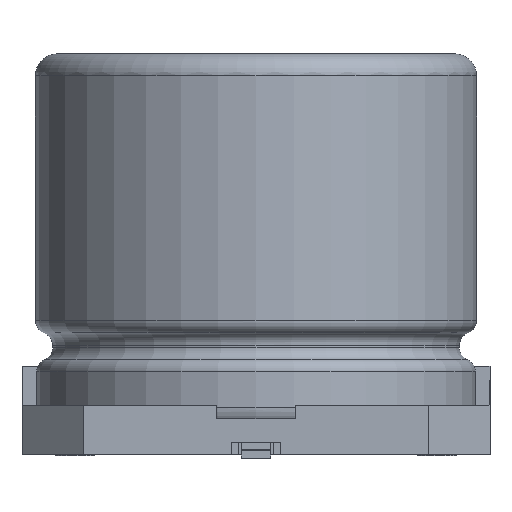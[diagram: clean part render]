
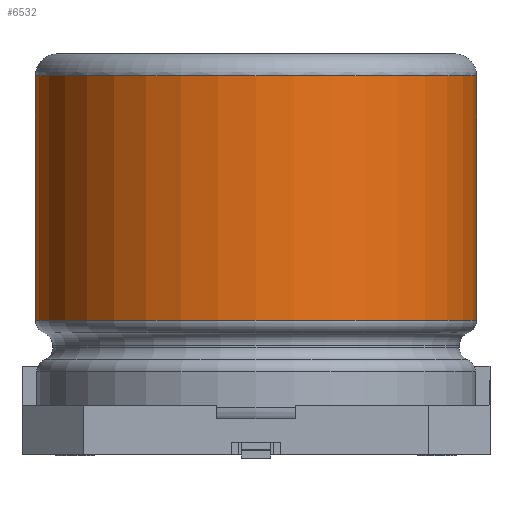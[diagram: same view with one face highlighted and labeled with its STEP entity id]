
A CAD part, left-side view. The second image highlights one B-rep face of the part: STEP entity #6532.
In plain terms, the highlighted cylindrical face has radius 9 mm (diameter 18 mm), a full revolution.
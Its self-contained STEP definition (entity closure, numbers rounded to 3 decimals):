
#202=CIRCLE('',#6866,9.);
#203=CIRCLE('',#6868,9.);
#243=CYLINDRICAL_SURFACE('',#6867,9.);
#1534=ORIENTED_EDGE('',*,*,#2195,.T.);
#1535=ORIENTED_EDGE('',*,*,#2194,.T.);
#2194=EDGE_CURVE('',#2635,#2635,#202,.T.);
#2195=EDGE_CURVE('',#2636,#2636,#203,.T.);
#2635=VERTEX_POINT('',#10085);
#2636=VERTEX_POINT('',#10088);
#3916=EDGE_LOOP('',(#1534));
#3917=EDGE_LOOP('',(#1535));
#4229=FACE_BOUND('',#3916,.T.);
#4230=FACE_BOUND('',#3917,.T.);
#6532=ADVANCED_FACE('',(#4229,#4230),#243,.T.);
#6866=AXIS2_PLACEMENT_3D('',#10084,#8011,#8012);
#6867=AXIS2_PLACEMENT_3D('',#10086,#8013,#8014);
#6868=AXIS2_PLACEMENT_3D('',#10087,#8015,#8016);
#8011=DIRECTION('',(0.,0.,-1.));
#8012=DIRECTION('',(0.,1.,0.));
#8013=DIRECTION('',(0.,0.,1.));
#8014=DIRECTION('',(0.,-1.,0.));
#8015=DIRECTION('',(0.,0.,1.));
#8016=DIRECTION('',(0.,-1.,0.));
#10084=CARTESIAN_POINT('',(0.,0.,15.45));
#10085=CARTESIAN_POINT('',(0.,9.,15.45));
#10086=CARTESIAN_POINT('',(0.,0.,
21.35));
#10087=CARTESIAN_POINT('',(0.,0.,
5.469));
#10088=CARTESIAN_POINT('',(0.,-9.,5.469));
